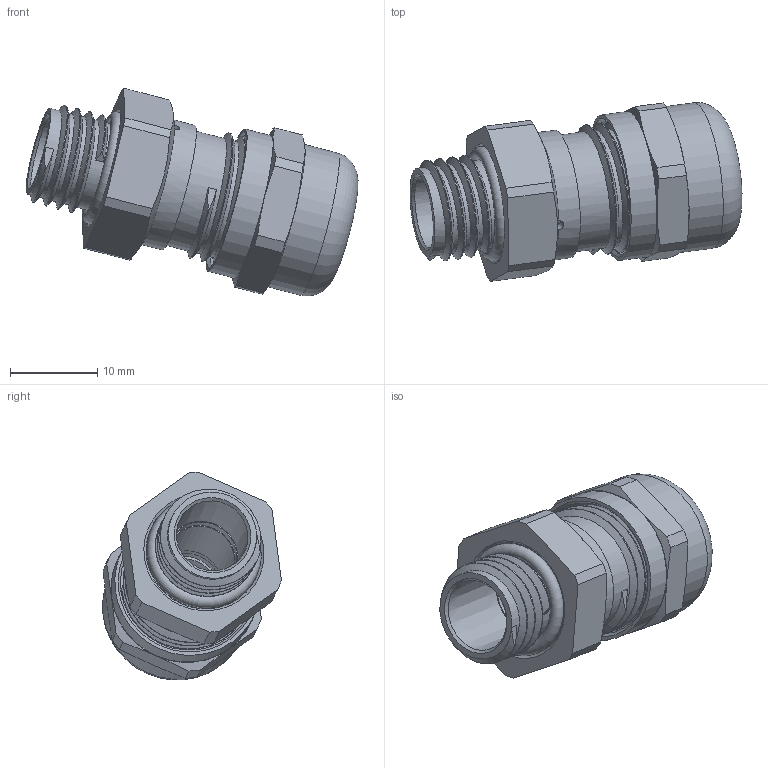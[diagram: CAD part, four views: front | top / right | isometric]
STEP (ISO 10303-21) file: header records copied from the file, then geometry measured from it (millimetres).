
FILE_DESCRIPTION(/* description */ ('DAE-KV M 12x1,5'),/* implementation_level */ '2;1');
FILE_NAME(/* name */ '60087514-RST.stp',/* time_stamp */ '2020-03-31T13:54:02+02:00',/* author */ ('sl'),/* organization */ (''),/* preprocessor_version */ 'ST-DEVELOPER v16.5',/* originating_system */ 'Autodesk Inventor 2017',/* authorisation */ '');
FILE_SCHEMA (('AUTOMOTIVE_DESIGN { 1 0 10303 214 3 1 1 }'));
Length unit declared in the file: millimetre
Products named in the file (9): 60087514; 60087514_1; 60087514_2; 60087514_3; 60087514_4; 60087514_5; 60087514_6; 60087514_7; 60087514_8
Assembly tree (9 placements, depth 2):
  60087514
    60087514_1
    60087514_2
    60087514_3
    60087514_5  x2
    60087514_4
    60087514_6
    60087514_7
    60087514_8
Bounding box: 38.15 x 20.55 x 23.87 mm (x, y, z)
Volume: 4220.6 mm3; surface area: 7803.2 mm2
Topology: 9 solids, 9 shells, 407 faces, 981 edges, 593 vertices
Faces by surface type: cylinder 139, plane 131, torus 49, bspline 37, cone 36, sphere 15
Full cylindrical faces by diameter (mm): 1.1 x2, 7.9 x1, 7.98 x1, 8.18 x2, 8.45 x1, 8.5 x1, 10.18 x1, 10.228 x4, 10.3 x1, 10.34 x1, 10.48 x2, 10.7 x2, 12.39 x1, 12.4 x1, 13.558 x3, 13.75 x1, 14 x5, 14.8 x1, 15.522 x5, 16.9 x2
Entity records: 15259 total; most frequent: CARTESIAN_POINT 6310, DIRECTION 1919, ORIENTED_EDGE 1752, EDGE_CURVE 876, AXIS2_PLACEMENT_3D 803, VERTEX_POINT 543, EDGE_LOOP 441, CIRCLE 436
